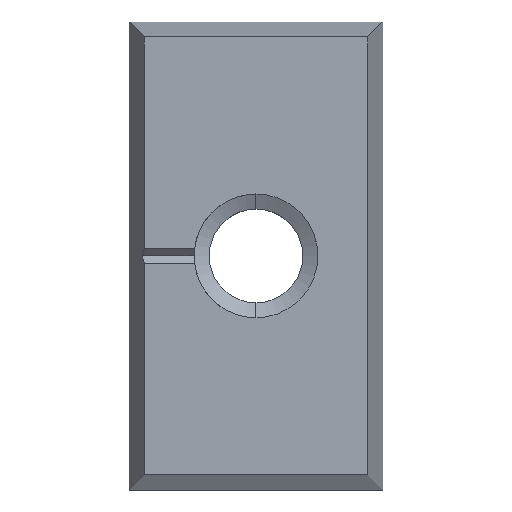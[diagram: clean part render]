
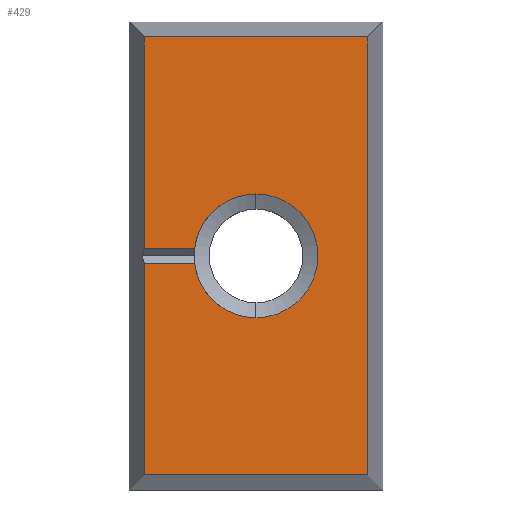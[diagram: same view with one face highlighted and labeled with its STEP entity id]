
A CAD part, top view. The second image highlights one B-rep face of the part: STEP entity #429.
In plain terms, the highlighted planar face has unit normal (0, 0, 1).
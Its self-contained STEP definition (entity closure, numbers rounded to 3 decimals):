
#18 = CARTESIAN_POINT ( 'NONE',  ( 8.4, 14.5, 0. ) ) ;
#25 = ORIENTED_EDGE ( 'NONE', *, *, #71, .T. ) ;
#26 = AXIS2_PLACEMENT_3D ( 'NONE', #396, #669, #402 ) ;
#32 = FACE_OUTER_BOUND ( 'NONE', #670, .T. ) ;
#58 = CARTESIAN_POINT ( 'NONE',  ( 0., 0., 0. ) ) ;
#63 = LINE ( 'NONE', #426, #223 ) ;
#66 = LINE ( 'NONE', #193, #705 ) ;
#67 = ORIENTED_EDGE ( 'NONE', *, *, #547, .T. ) ;
#70 = VERTEX_POINT ( 'NONE', #171 ) ;
#71 = EDGE_CURVE ( 'NONE', #128, #710, #672, .T. ) ;
#82 = EDGE_CURVE ( 'NONE', #334, #492, #379, .T. ) ;
#90 = VECTOR ( 'NONE', #668, 1000. ) ;
#98 = CARTESIAN_POINT ( 'NONE',  ( 0., 4.1, 0. ) ) ;
#102 = CARTESIAN_POINT ( 'NONE',  ( -8.598, 0.5, 0. ) ) ;
#120 = VECTOR ( 'NONE', #462, 1000. ) ;
#122 = EDGE_CURVE ( 'NONE', #128, #438, #513, .T. ) ;
#123 = CARTESIAN_POINT ( 'NONE',  ( -7.4, -15.5, 0. ) ) ;
#128 = VERTEX_POINT ( 'NONE', #327 ) ;
#130 = DIRECTION ( 'NONE',  ( 0., -1., 0. ) ) ;
#133 = AXIS2_PLACEMENT_3D ( 'NONE', #167, #584, #237 ) ;
#138 = EDGE_CURVE ( 'NONE', #626, #334, #66, .T. ) ;
#140 = PLANE ( 'NONE',  #667 ) ;
#143 = DIRECTION ( 'NONE',  ( -1., 0., 0. ) ) ;
#167 = CARTESIAN_POINT ( 'NONE',  ( 0., 0., 0. ) ) ;
#171 = CARTESIAN_POINT ( 'NONE',  ( 7.4, 14.5, 0. ) ) ;
#193 = CARTESIAN_POINT ( 'NONE',  ( -8.598, -0.5, 0. ) ) ;
#205 = DIRECTION ( 'NONE',  ( 0., 0., 1. ) ) ;
#218 = ORIENTED_EDGE ( 'NONE', *, *, #82, .F. ) ;
#223 = VECTOR ( 'NONE', #537, 1000. ) ;
#237 = DIRECTION ( 'NONE',  ( 0., -1., 0. ) ) ;
#247 = AXIS2_PLACEMENT_3D ( 'NONE', #58, #506, #130 ) ;
#263 = DIRECTION ( 'NONE',  ( 1., 0., 0. ) ) ;
#273 = ORIENTED_EDGE ( 'NONE', *, *, #122, .F. ) ;
#274 = LINE ( 'NONE', #551, #90 ) ;
#301 = EDGE_CURVE ( 'NONE', #492, #510, #778, .T. ) ;
#320 = EDGE_CURVE ( 'NONE', #398, #626, #274, .T. ) ;
#327 = CARTESIAN_POINT ( 'NONE',  ( -7.4, 0.5, 0. ) ) ;
#333 = CARTESIAN_POINT ( 'NONE',  ( -4.069, -0.5, 0. ) ) ;
#334 = VERTEX_POINT ( 'NONE', #333 ) ;
#379 = CIRCLE ( 'NONE', #26, 4.1 ) ;
#396 = CARTESIAN_POINT ( 'NONE',  ( 0., 0., 0. ) ) ;
#398 = VERTEX_POINT ( 'NONE', #606 ) ;
#399 = CARTESIAN_POINT ( 'NONE',  ( 8.4, -14.5, 0. ) ) ;
#402 = DIRECTION ( 'NONE',  ( 0., -1., 0. ) ) ;
#406 = CARTESIAN_POINT ( 'NONE',  ( -4.069, 0.5, 0. ) ) ;
#426 = CARTESIAN_POINT ( 'NONE',  ( 7.4, -15.5, 0. ) ) ;
#429 = ADVANCED_FACE ( 'NONE', ( #32 ), #140, .T. ) ;
#438 = VERTEX_POINT ( 'NONE', #559 ) ;
#443 = EDGE_CURVE ( 'NONE', #650, #398, #656, .T. ) ;
#446 = LINE ( 'NONE', #18, #120 ) ;
#458 = CARTESIAN_POINT ( 'NONE',  ( 0., 0., 0. ) ) ;
#462 = DIRECTION ( 'NONE',  ( -1., 0., 0. ) ) ;
#483 = DIRECTION ( 'NONE',  ( 1., 0., 0. ) ) ;
#492 = VERTEX_POINT ( 'NONE', #769 ) ;
#502 = VECTOR ( 'NONE', #143, 1000. ) ;
#504 = DIRECTION ( 'NONE',  ( 0., 1., 0. ) ) ;
#506 = DIRECTION ( 'NONE',  ( 0., 0., 1. ) ) ;
#509 = EDGE_CURVE ( 'NONE', #510, #710, #614, .T. ) ;
#510 = VERTEX_POINT ( 'NONE', #98 ) ;
#513 = LINE ( 'NONE', #123, #558 ) ;
#526 = VECTOR ( 'NONE', #483, 1000. ) ;
#537 = DIRECTION ( 'NONE',  ( 0., 1., 0. ) ) ;
#547 = EDGE_CURVE ( 'NONE', #650, #70, #63, .T. ) ;
#551 = CARTESIAN_POINT ( 'NONE',  ( -7.4, -15.5, 0. ) ) ;
#558 = VECTOR ( 'NONE', #504, 1000. ) ;
#559 = CARTESIAN_POINT ( 'NONE',  ( -7.4, 14.5, 0. ) ) ;
#584 = DIRECTION ( 'NONE',  ( 0., 0., 1. ) ) ;
#595 = ORIENTED_EDGE ( 'NONE', *, *, #443, .F. ) ;
#606 = CARTESIAN_POINT ( 'NONE',  ( -7.4, -14.5, 0. ) ) ;
#613 = DIRECTION ( 'NONE',  ( 1., 0., 0. ) ) ;
#614 = CIRCLE ( 'NONE', #133, 4.1 ) ;
#618 = ORIENTED_EDGE ( 'NONE', *, *, #301, .F. ) ;
#626 = VERTEX_POINT ( 'NONE', #718 ) ;
#650 = VERTEX_POINT ( 'NONE', #772 ) ;
#656 = LINE ( 'NONE', #399, #502 ) ;
#667 = AXIS2_PLACEMENT_3D ( 'NONE', #458, #205, #613 ) ;
#668 = DIRECTION ( 'NONE',  ( 0., 1., 0. ) ) ;
#669 = DIRECTION ( 'NONE',  ( 0., 0., 1. ) ) ;
#670 = EDGE_LOOP ( 'NONE', ( #25, #730, #618, #218, #682, #768, #595, #67, #748, #273 ) ) ;
#672 = LINE ( 'NONE', #102, #526 ) ;
#682 = ORIENTED_EDGE ( 'NONE', *, *, #138, .F. ) ;
#705 = VECTOR ( 'NONE', #263, 1000. ) ;
#707 = EDGE_CURVE ( 'NONE', #70, #438, #446, .T. ) ;
#710 = VERTEX_POINT ( 'NONE', #406 ) ;
#718 = CARTESIAN_POINT ( 'NONE',  ( -7.4, -0.5, 0. ) ) ;
#730 = ORIENTED_EDGE ( 'NONE', *, *, #509, .F. ) ;
#748 = ORIENTED_EDGE ( 'NONE', *, *, #707, .T. ) ;
#768 = ORIENTED_EDGE ( 'NONE', *, *, #320, .F. ) ;
#769 = CARTESIAN_POINT ( 'NONE',  ( 0., -4.1, 0. ) ) ;
#772 = CARTESIAN_POINT ( 'NONE',  ( 7.4, -14.5, 0. ) ) ;
#778 = CIRCLE ( 'NONE', #247, 4.1 ) ;
